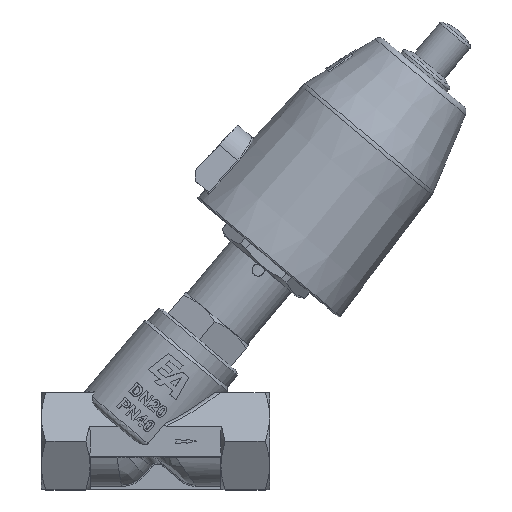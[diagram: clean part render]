
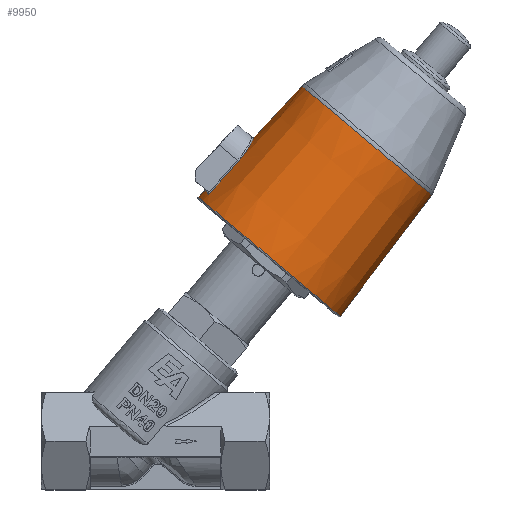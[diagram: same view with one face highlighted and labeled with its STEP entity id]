
A CAD part, top view. The second image highlights one B-rep face of the part: STEP entity #9950.
In plain terms, the highlighted conical face has half-angle 3 degrees and reference radius 29.163 mm.
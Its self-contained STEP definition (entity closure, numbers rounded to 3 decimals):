
#602=B_SPLINE_CURVE_WITH_KNOTS('',3,(#43833,#43834,#43835,#43836),
 .UNSPECIFIED.,.F.,.F.,(4,4),(-1.856,-0.398),
 .UNSPECIFIED.);
#603=B_SPLINE_CURVE_WITH_KNOTS('',3,(#43838,#43839,#43840,#43841,#43842,
#43843,#43844),.UNSPECIFIED.,.F.,.F.,(4,1,1,1,4),(-1.517,-1.3,
-0.65,-0.433,0.),.UNSPECIFIED.);
#604=B_SPLINE_CURVE_WITH_KNOTS('',3,(#43853,#43854,#43855,#43856,#43857,
#43858,#43859),.UNSPECIFIED.,.F.,.F.,(4,1,1,1,4),(-3.034,-2.601,
-2.167,-1.734,-1.517),.UNSPECIFIED.);
#605=B_SPLINE_CURVE_WITH_KNOTS('',3,(#43861,#43862,#43863,#43864),
 .UNSPECIFIED.,.F.,.F.,(4,4),(-0.399,-0.391),
 .UNSPECIFIED.);
#1230=CIRCLE('',#10853,30.472);
#1231=CIRCLE('',#10854,30.472);
#1232=CIRCLE('',#10855,30.472);
#1234=CIRCLE('',#10858,30.318);
#1235=CIRCLE('',#10859,27.86);
#1236=CIRCLE('',#10860,27.86);
#1237=CIRCLE('',#10861,27.86);
#1238=CIRCLE('',#10862,30.318);
#1389=CONICAL_SURFACE('',#10857,29.163,0.052);
#1879=FACE_OUTER_BOUND('',#2496,.T.);
#2496=EDGE_LOOP('',(#8759,#8760,#8761,#8762,#8763,#8764,#8765,#8766,#8767,
#8768,#8769,#8770,#8771,#8772,#8773,#8774));
#3091=LINE('',#43829,#3651);
#3092=LINE('',#43846,#3652);
#3651=VECTOR('',#12870,29.163);
#3652=VECTOR('',#12873,29.163);
#4567=VERTEX_POINT('',#43819);
#4568=VERTEX_POINT('',#43821);
#4569=VERTEX_POINT('',#43823);
#4570=VERTEX_POINT('',#43828);
#4571=VERTEX_POINT('',#43830);
#4572=VERTEX_POINT('',#43832);
#4573=VERTEX_POINT('',#43837);
#4574=VERTEX_POINT('',#43845);
#4575=VERTEX_POINT('',#43847);
#4576=VERTEX_POINT('',#43849);
#4577=VERTEX_POINT('',#43852);
#4578=VERTEX_POINT('',#43860);
#5999=EDGE_CURVE('',#4567,#4568,#1230,.T.);
#6000=EDGE_CURVE('',#4568,#4569,#1231,.T.);
#6001=EDGE_CURVE('',#4569,#4567,#1232,.T.);
#6003=EDGE_CURVE('',#4568,#4570,#3091,.T.);
#6004=EDGE_CURVE('',#4571,#4570,#1234,.T.);
#6005=EDGE_CURVE('',#4572,#4571,#602,.T.);
#6006=EDGE_CURVE('',#4573,#4572,#603,.T.);
#6007=EDGE_CURVE('',#4573,#4574,#3092,.T.);
#6008=EDGE_CURVE('',#4575,#4574,#1235,.T.);
#6009=EDGE_CURVE('',#4576,#4575,#1236,.T.);
#6010=EDGE_CURVE('',#4574,#4576,#1237,.T.);
#6011=EDGE_CURVE('',#4577,#4573,#604,.T.);
#6012=EDGE_CURVE('',#4578,#4577,#605,.T.);
#6013=EDGE_CURVE('',#4570,#4578,#1238,.T.);
#8759=ORIENTED_EDGE('',*,*,#6001,.F.);
#8760=ORIENTED_EDGE('',*,*,#6000,.F.);
#8761=ORIENTED_EDGE('',*,*,#6003,.T.);
#8762=ORIENTED_EDGE('',*,*,#6004,.F.);
#8763=ORIENTED_EDGE('',*,*,#6005,.F.);
#8764=ORIENTED_EDGE('',*,*,#6006,.F.);
#8765=ORIENTED_EDGE('',*,*,#6007,.T.);
#8766=ORIENTED_EDGE('',*,*,#6008,.F.);
#8767=ORIENTED_EDGE('',*,*,#6009,.F.);
#8768=ORIENTED_EDGE('',*,*,#6010,.F.);
#8769=ORIENTED_EDGE('',*,*,#6007,.F.);
#8770=ORIENTED_EDGE('',*,*,#6011,.F.);
#8771=ORIENTED_EDGE('',*,*,#6012,.F.);
#8772=ORIENTED_EDGE('',*,*,#6013,.F.);
#8773=ORIENTED_EDGE('',*,*,#6003,.F.);
#8774=ORIENTED_EDGE('',*,*,#5999,.F.);
#9950=ADVANCED_FACE('',(#1879),#1389,.T.);
#10853=AXIS2_PLACEMENT_3D('',#43822,#12860,#12861);
#10854=AXIS2_PLACEMENT_3D('',#43824,#12862,#12863);
#10855=AXIS2_PLACEMENT_3D('',#43825,#12864,#12865);
#10857=AXIS2_PLACEMENT_3D('',#43827,#12868,#12869);
#10858=AXIS2_PLACEMENT_3D('',#43831,#12871,#12872);
#10859=AXIS2_PLACEMENT_3D('',#43848,#12874,#12875);
#10860=AXIS2_PLACEMENT_3D('',#43850,#12876,#12877);
#10861=AXIS2_PLACEMENT_3D('',#43851,#12878,#12879);
#10862=AXIS2_PLACEMENT_3D('',#43865,#12880,#12881);
#12860=DIRECTION('center_axis',(0.,-1.,0.));
#12861=DIRECTION('ref_axis',(-1.,0.,0.));
#12862=DIRECTION('center_axis',(0.,-1.,0.));
#12863=DIRECTION('ref_axis',(-1.,0.,0.));
#12864=DIRECTION('center_axis',(0.,-1.,0.));
#12865=DIRECTION('ref_axis',(-1.,0.,0.));
#12868=DIRECTION('center_axis',(0.,-1.,0.));
#12869=DIRECTION('ref_axis',(1.,0.,0.));
#12870=DIRECTION('',(0.052,0.999,0.));
#12871=DIRECTION('center_axis',(0.,1.,0.));
#12872=DIRECTION('ref_axis',(-1.,0.,0.));
#12873=DIRECTION('',(0.052,0.999,0.));
#12874=DIRECTION('center_axis',(0.,1.,0.));
#12875=DIRECTION('ref_axis',(-1.,0.,0.));
#12876=DIRECTION('center_axis',(0.,1.,0.));
#12877=DIRECTION('ref_axis',(-1.,0.,0.));
#12878=DIRECTION('center_axis',(0.,1.,0.));
#12879=DIRECTION('ref_axis',(-1.,0.,0.));
#12880=DIRECTION('center_axis',(0.,1.,0.));
#12881=DIRECTION('ref_axis',(-1.,0.,0.));
#43819=CARTESIAN_POINT('',(0.,-6.288,30.472));
#43821=CARTESIAN_POINT('',(-30.472,-6.288,0.));
#43822=CARTESIAN_POINT('Origin',(0.,-6.288,0.));
#43823=CARTESIAN_POINT('',(30.472,-6.288,0.));
#43824=CARTESIAN_POINT('Origin',(0.,-6.288,0.));
#43825=CARTESIAN_POINT('Origin',(0.,-6.288,0.));
#43827=CARTESIAN_POINT('Origin',(0.,18.691,0.));
#43828=CARTESIAN_POINT('',(-30.318,-3.341,0.));
#43829=CARTESIAN_POINT('',(-29.163,18.691,0.));
#43830=CARTESIAN_POINT('',(-28.403,-3.341,-10.603));
#43831=CARTESIAN_POINT('Origin',(0.,-3.341,0.));
#43832=CARTESIAN_POINT('',(-27.877,11.204,-9.819));
#43833=CARTESIAN_POINT('Ctrl Pts',(-27.877,11.204,-9.819));
#43834=CARTESIAN_POINT('Ctrl Pts',(-28.054,6.356,-10.081));
#43835=CARTESIAN_POINT('Ctrl Pts',(-28.23,1.507,-10.342));
#43836=CARTESIAN_POINT('Ctrl Pts',(-28.403,-3.341,-10.603));
#43837=CARTESIAN_POINT('',(-29.06,20.659,0.));
#43838=CARTESIAN_POINT('Ctrl Pts',(-29.06,20.659,0.));
#43839=CARTESIAN_POINT('Ctrl Pts',(-29.06,20.659,-0.713));
#43840=CARTESIAN_POINT('Ctrl Pts',(-28.977,20.347,-3.561));
#43841=CARTESIAN_POINT('Ctrl Pts',(-28.439,18.4,-6.746));
#43842=CARTESIAN_POINT('Ctrl Pts',(-27.918,14.782,-9.152));
#43843=CARTESIAN_POINT('Ctrl Pts',(-27.824,12.645,-9.742));
#43844=CARTESIAN_POINT('Ctrl Pts',(-27.877,11.204,-9.819));
#43845=CARTESIAN_POINT('',(-27.86,43.562,0.));
#43846=CARTESIAN_POINT('',(-29.163,18.691,0.));
#43847=CARTESIAN_POINT('',(27.86,43.562,0.));
#43848=CARTESIAN_POINT('Origin',(0.,43.562,0.));
#43849=CARTESIAN_POINT('',(0.,43.562,27.86));
#43850=CARTESIAN_POINT('Origin',(0.,43.562,0.));
#43851=CARTESIAN_POINT('Origin',(0.,43.562,0.));
#43852=CARTESIAN_POINT('',(-27.877,11.204,9.819));
#43853=CARTESIAN_POINT('Ctrl Pts',(-27.877,11.204,9.819));
#43854=CARTESIAN_POINT('Ctrl Pts',(-27.824,12.645,9.742));
#43855=CARTESIAN_POINT('Ctrl Pts',(-27.953,15.503,8.955));
#43856=CARTESIAN_POINT('Ctrl Pts',(-28.572,18.863,6.149));
#43857=CARTESIAN_POINT('Ctrl Pts',(-28.995,20.424,2.848));
#43858=CARTESIAN_POINT('Ctrl Pts',(-29.06,20.658,0.711));
#43859=CARTESIAN_POINT('Ctrl Pts',(-29.06,20.659,0.));
#43860=CARTESIAN_POINT('',(-28.403,-3.341,10.603));
#43861=CARTESIAN_POINT('Ctrl Pts',(-28.403,-3.341,
10.603));
#43862=CARTESIAN_POINT('Ctrl Pts',(-28.228,1.552,10.34));
#43863=CARTESIAN_POINT('Ctrl Pts',(-28.053,6.4,10.078));
#43864=CARTESIAN_POINT('Ctrl Pts',(-27.877,11.204,9.819));
#43865=CARTESIAN_POINT('Origin',(0.,-3.341,0.));
